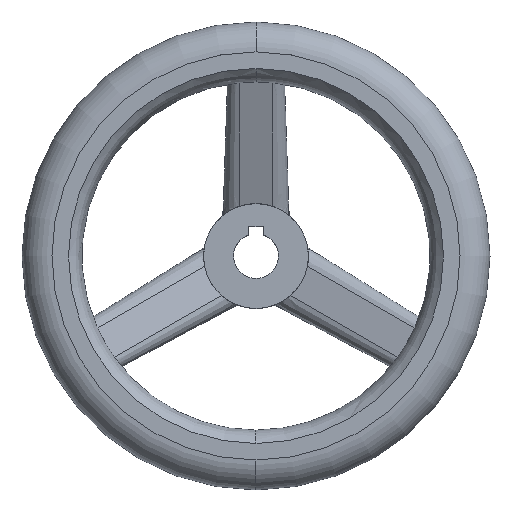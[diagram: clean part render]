
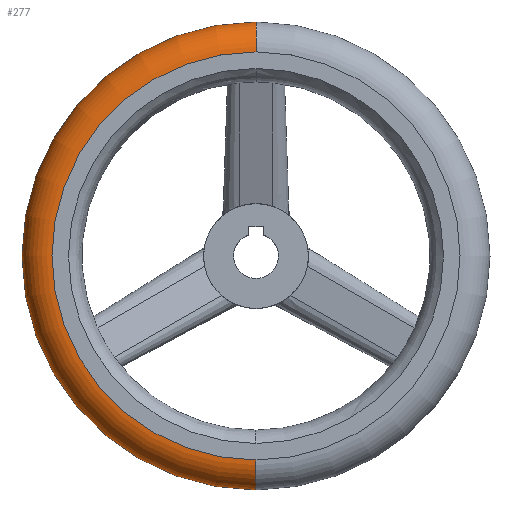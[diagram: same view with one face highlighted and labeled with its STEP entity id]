
A CAD part, top view. The second image highlights one B-rep face of the part: STEP entity #277.
In plain terms, the highlighted toroidal (fillet/blend) face has major radius 54.5 mm and minor radius 8 mm.
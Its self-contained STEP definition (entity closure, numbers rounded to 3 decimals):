
#231=VERTEX_POINT('',#649);
#263=EDGE_CURVE('',#377,#231,#687,.T.);
#277=ADVANCED_FACE('',(#703),#704,.T.);
#285=VERTEX_POINT('',#712);
#377=VERTEX_POINT('',#817);
#457=EDGE_CURVE('',#485,#231,#907,.T.);
#485=VERTEX_POINT('',#938);
#519=EDGE_CURVE('',#377,#285,#974,.T.);
#553=EDGE_CURVE('',#485,#285,#1009,.T.);
#649=CARTESIAN_POINT('',(0.,-62.5,28.0));
#687=CIRCLE('',#1190,62.5);
#703=FACE_OUTER_BOUND('',#1250,.T.);
#704=TOROIDAL_SURFACE('',#1251,54.5,8.0);
#712=CARTESIAN_POINT('',(0.,54.5,36.0));
#817=CARTESIAN_POINT('',(0.,62.5,28.0));
#907=CIRCLE('',#1765,8.0);
#938=CARTESIAN_POINT('',(0.,-54.5,36.0));
#974=CIRCLE('',#1946,8.0);
#1009=CIRCLE('',#2052,54.5);
#1190=AXIS2_PLACEMENT_3D('',#2276,#2277,#2278);
#1250=EDGE_LOOP('',(#2295,#2296,#2297,#2298));
#1251=AXIS2_PLACEMENT_3D('',#2299,#2300,#2301);
#1765=AXIS2_PLACEMENT_3D('',#2529,#2530,#2531);
#1946=AXIS2_PLACEMENT_3D('',#2603,#2604,#2605);
#2052=AXIS2_PLACEMENT_3D('',#2636,#2637,#2638);
#2276=CARTESIAN_POINT('',(0.,0.,28.0));
#2277=DIRECTION('',(0.,0.,1.0));
#2278=DIRECTION('',(1.0,0.0,0.));
#2295=ORIENTED_EDGE('',*,*,#263,.T.);
#2296=ORIENTED_EDGE('',*,*,#457,.F.);
#2297=ORIENTED_EDGE('',*,*,#553,.T.);
#2298=ORIENTED_EDGE('',*,*,#519,.F.);
#2299=CARTESIAN_POINT('',(0.,0.,28.0));
#2300=DIRECTION('',(0.,0.,1.0));
#2301=DIRECTION('',(0.,1.0,0.0));
#2529=CARTESIAN_POINT('',(0.,-54.5,28.0));
#2530=DIRECTION('',(1.0,0.,0.));
#2531=DIRECTION('',(0.,-1.0,0.));
#2603=CARTESIAN_POINT('',(0.,54.5,28.0));
#2604=DIRECTION('',(1.0,0.,0.));
#2605=DIRECTION('',(0.,1.0,0.));
#2636=CARTESIAN_POINT('',(0.,0.,36.0));
#2637=DIRECTION('',(0.,0.,-1.0));
#2638=DIRECTION('',(0.,1.0,0.));
